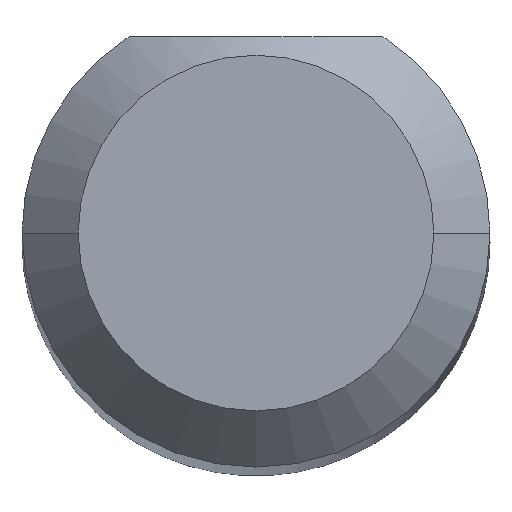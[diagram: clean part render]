
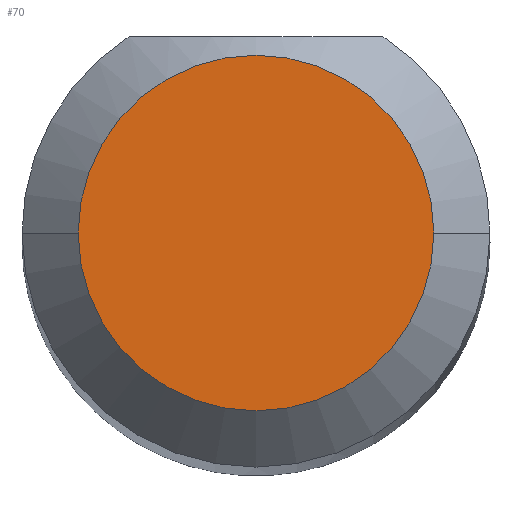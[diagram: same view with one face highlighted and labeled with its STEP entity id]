
A CAD part, top view. The second image highlights one B-rep face of the part: STEP entity #70.
In plain terms, the highlighted planar face has unit normal (0, 0, 1).
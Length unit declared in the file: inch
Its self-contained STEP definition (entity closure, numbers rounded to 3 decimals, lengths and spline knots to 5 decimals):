
#26 = VERTEX_POINT ( 'NONE', #470 ) ;
#40 = AXIS2_PLACEMENT_3D ( 'NONE', #412, #282, #489 ) ;
#53 = VERTEX_POINT ( 'NONE', #244 ) ;
#60 = DIRECTION ( 'NONE',  ( 1., 0., 0. ) ) ;
#70 = ADVANCED_FACE ( 'NONE', ( #286 ), #202, .T. ) ;
#105 = CIRCLE ( 'NONE', #288, 0.0475 ) ;
#168 = DIRECTION ( 'NONE',  ( 1., 0., 0. ) ) ;
#202 = PLANE ( 'NONE',  #376 ) ;
#236 = EDGE_CURVE ( 'NONE', #26, #53, #367, .T. ) ;
#237 = CARTESIAN_POINT ( 'NONE',  ( 0., 0., 1.5 ) ) ;
#244 = CARTESIAN_POINT ( 'NONE',  ( -0.0475, 0., 1.5 ) ) ;
#261 = DIRECTION ( 'NONE',  ( 0., 0., 1. ) ) ;
#282 = DIRECTION ( 'NONE',  ( 0., 0., 1. ) ) ;
#286 = FACE_OUTER_BOUND ( 'NONE', #563, .T. ) ;
#288 = AXIS2_PLACEMENT_3D ( 'NONE', #569, #261, #168 ) ;
#312 = ORIENTED_EDGE ( 'NONE', *, *, #236, .T. ) ;
#367 = CIRCLE ( 'NONE', #40, 0.0475 ) ;
#376 = AXIS2_PLACEMENT_3D ( 'NONE', #237, #553, #60 ) ;
#412 = CARTESIAN_POINT ( 'NONE',  ( 0., 0., 1.5 ) ) ;
#437 = ORIENTED_EDGE ( 'NONE', *, *, #449, .T. ) ;
#449 = EDGE_CURVE ( 'NONE', #53, #26, #105, .T. ) ;
#470 = CARTESIAN_POINT ( 'NONE',  ( 0.0475, 0., 1.5 ) ) ;
#489 = DIRECTION ( 'NONE',  ( 1., 0., 0. ) ) ;
#553 = DIRECTION ( 'NONE',  ( 0., 0., 1. ) ) ;
#563 = EDGE_LOOP ( 'NONE', ( #437, #312 ) ) ;
#569 = CARTESIAN_POINT ( 'NONE',  ( 0., 0., 1.5 ) ) ;
